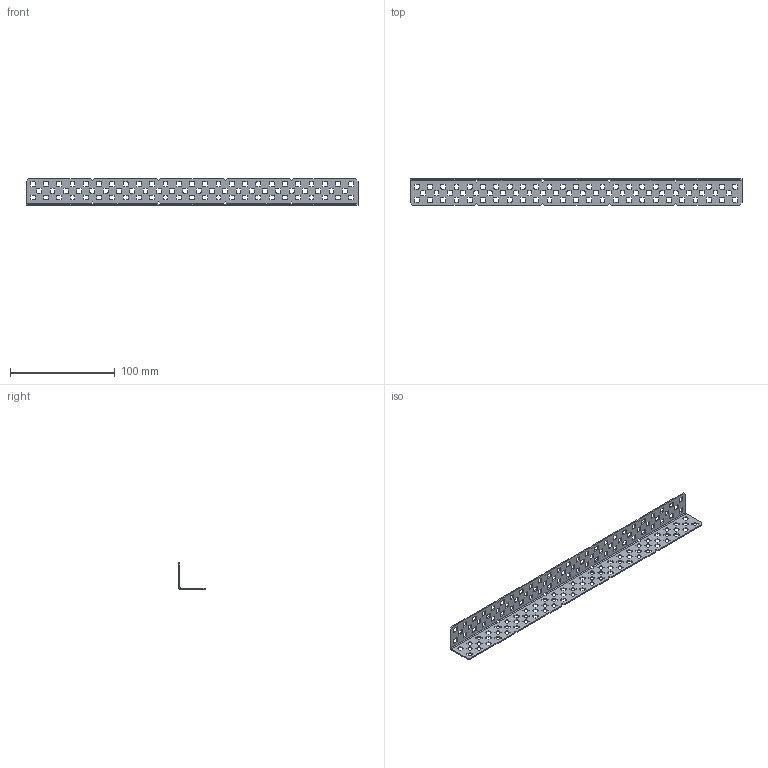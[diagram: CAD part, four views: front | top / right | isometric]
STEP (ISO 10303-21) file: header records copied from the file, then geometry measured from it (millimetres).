
FILE_DESCRIPTION(/* description */ (''),/* implementation_level */ '2;1');
FILE_NAME(/* name */ 'Aluminum Angle 2x2x25.ipt.step',/* time_stamp */ '2020-04-16T22:57:48-04:00',/* author */ ('Jordan'),/* organization */ (''),/* preprocessor_version */ 'ST-DEVELOPER v17',/* originating_system */ 'Autodesk Inventor 2019',/* authorisation */ '');
FILE_SCHEMA (('AUTOMOTIVE_DESIGN { 1 0 10303 214 3 1 1 }'));
Length unit declared in the file: inch
Products named in the file (1): Aluminum Angle 2x2x25
Bounding box: 317.5 x 25.4 x 25.4 mm (x, y, z)
Volume: 14430.3 mm3; surface area: 28675.2 mm2
Topology: 1 solids, 1 shells, 1266 faces, 5200 edges, 5188 vertices
Faces by surface type: plane 648, cylinder 602, bspline 16
Entity records: 52819 total; most frequent: CARTESIAN_POINT 11471, DIRECTION 8930, ORIENTED_EDGE 7584, EDGE_CURVE 3792, AXIS2_PLACEMENT_3D 3179, LINE 2572, VECTOR 2572, VERTEX_POINT 2520
